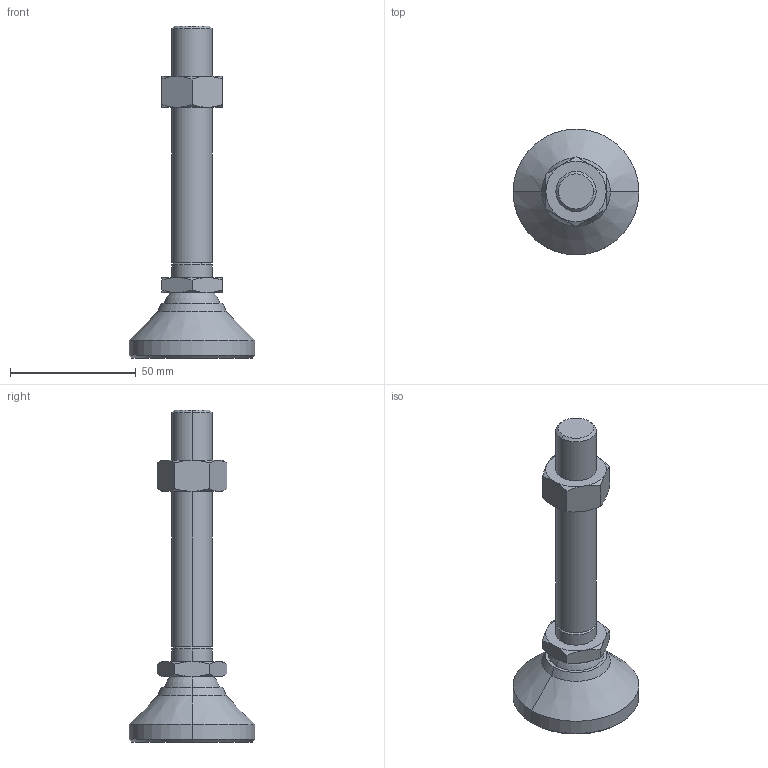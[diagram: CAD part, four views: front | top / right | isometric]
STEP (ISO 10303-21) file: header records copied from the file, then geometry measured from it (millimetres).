
FILE_DESCRIPTION(('STEP AP214'),'1');
FILE_NAME(' ',' ',('TraceParts'),('TraceParts S.A.'),'XStep 1.0',' ',' ');
FILE_SCHEMA(('automotive_design'));
Length unit declared in the file: millimetre
Products named in the file (3): 1; 2; 3
Bounding box: 50 x 50 x 132 mm (x, y, z)
Volume: 57718.4 mm3; surface area: 16178 mm2
Topology: 3 solids, 3 shells, 70 faces, 153 edges, 89 vertices
Faces by surface type: cone 38, plane 20, cylinder 8, sphere 4
Entity records: 3648 total; most frequent: CARTESIAN_POINT 407, DIRECTION 314, STYLED_ITEM 311, PRESENTATION_STYLE_ASSIGNMENT 311, COLOUR_RGB 311, ORIENTED_EDGE 298, EDGE_CURVE 149, CURVE_STYLE 149
